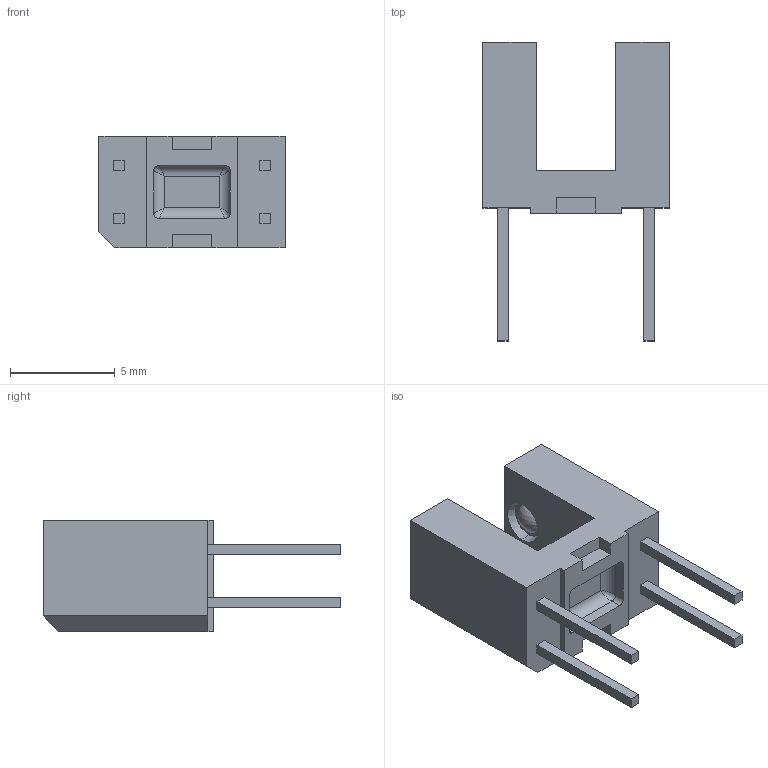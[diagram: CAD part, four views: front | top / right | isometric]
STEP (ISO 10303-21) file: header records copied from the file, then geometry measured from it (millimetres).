
FILE_DESCRIPTION (( 'STEP AP214' ), '1' );
FILE_NAME ('OPB610.STEP', '2017-06-28T13:49:49', ( '' ), ( '' ), 'SwSTEP 2.0', 'SolidWorks 2015', '' );
FILE_SCHEMA (( 'AUTOMOTIVE_DESIGN' ));
Length unit declared in the file: inch
Products named in the file (1): OPB610
Bounding box: 8.89 x 14.22 x 5.33 mm (x, y, z)
Volume: 246.2 mm3; surface area: 402.2 mm2
Topology: 1 solids, 1 shells, 72 faces, 176 edges, 111 vertices
Faces by surface type: plane 52, cylinder 8, sphere 4, cone 4, bspline 4
Entity records: 3128 total; most frequent: CARTESIAN_POINT 496, ORIENTED_EDGE 344, DIRECTION 326, EDGE_CURVE 172, LINE 140, VECTOR 140, VERTEX_POINT 111, AXIS2_PLACEMENT_3D 93
